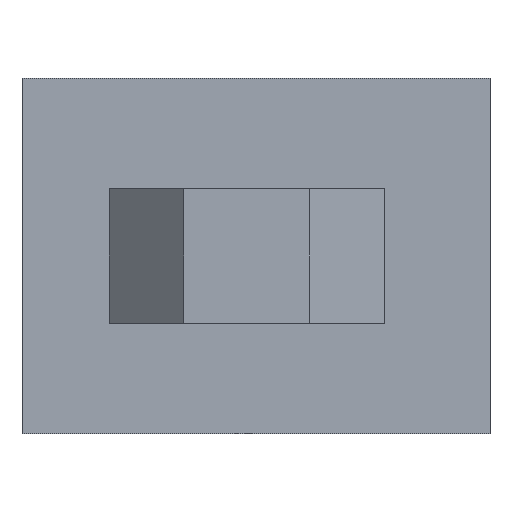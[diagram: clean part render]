
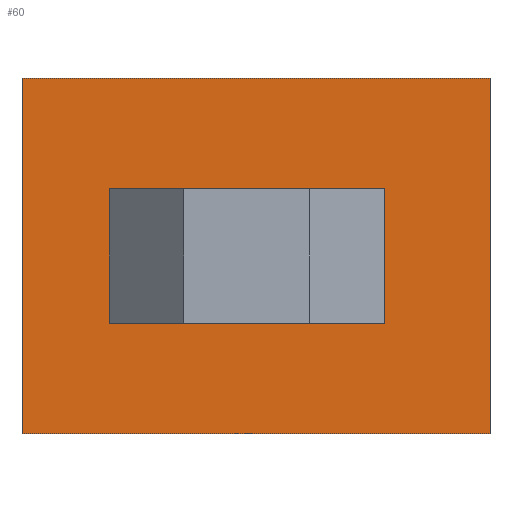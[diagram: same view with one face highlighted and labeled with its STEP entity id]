
A CAD part, left-side view. The second image highlights one B-rep face of the part: STEP entity #60.
In plain terms, the highlighted planar face has unit normal (-1, 0, 0).
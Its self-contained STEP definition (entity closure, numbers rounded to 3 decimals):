
#5 = ORIENTED_EDGE ( 'NONE', *, *, #1592, .F. ) ;
#7 = ORIENTED_EDGE ( 'NONE', *, *, #1588, .F. ) ;
#8 = ORIENTED_EDGE ( 'NONE', *, *, #1590, .F. ) ;
#9 = ORIENTED_EDGE ( 'NONE', *, *, #1587, .F. ) ;
#11 = ORIENTED_EDGE ( 'NONE', *, *, #1589, .F. ) ;
#13 = ORIENTED_EDGE ( 'NONE', *, *, #521, .T. ) ;
#14 = ORIENTED_EDGE ( 'NONE', *, *, #526, .F. ) ;
#16 = ORIENTED_EDGE ( 'NONE', *, *, #1593, .T. ) ;
#60 = ADVANCED_FACE ( 'NONE', ( #1168, #1170 ), #2120, .F. ) ;
#264 = ORIENTED_EDGE ( 'NONE', *, *, #1583, .F. ) ;
#267 = ORIENTED_EDGE ( 'NONE', *, *, #1582, .F. ) ;
#483 = AXIS2_PLACEMENT_3D ( 'NONE', #1766, #1763, #1762 ) ;
#487 = AXIS2_PLACEMENT_3D ( 'NONE', #1787, #1785, #1784 ) ;
#521 = EDGE_CURVE ( 'NONE', #788, #803, #1345, .T. ) ;
#526 = EDGE_CURVE ( 'NONE', #768, #803, #1347, .T. ) ;
#564 = AXIS2_PLACEMENT_3D ( 'NONE', #2122, #2137, #2110 ) ;
#640 = VERTEX_POINT ( 'NONE', #1937 ) ;
#645 = VERTEX_POINT ( 'NONE', #1930 ) ;
#768 = VERTEX_POINT ( 'NONE', #1899 ) ;
#788 = VERTEX_POINT ( 'NONE', #1866 ) ;
#798 = VERTEX_POINT ( 'NONE', #1853 ) ;
#799 = VERTEX_POINT ( 'NONE', #1852 ) ;
#803 = VERTEX_POINT ( 'NONE', #1847 ) ;
#811 = VERTEX_POINT ( 'NONE', #1837 ) ;
#815 = VERTEX_POINT ( 'NONE', #1831 ) ;
#817 = VERTEX_POINT ( 'NONE', #1828 ) ;
#1033 = EDGE_LOOP ( 'NONE', ( #9, #7, #11, #8, #267, #264 ) ) ;
#1037 = EDGE_LOOP ( 'NONE', ( #13, #14, #5, #16 ) ) ;
#1168 = FACE_OUTER_BOUND ( 'NONE', #1037, .T. ) ;
#1170 = FACE_BOUND ( 'NONE', #1033, .T. ) ;
#1345 = LINE ( 'NONE', #1743, #1348 ) ;
#1347 = LINE ( 'NONE', #1734, #1351 ) ;
#1348 = VECTOR ( 'NONE', #1736, 1000. ) ;
#1351 = VECTOR ( 'NONE', #1741, 1000. ) ;
#1378 = CIRCLE ( 'NONE', #487, 3.5 ) ;
#1380 = LINE ( 'NONE', #1798, #1381 ) ;
#1381 = VECTOR ( 'NONE', #1790, 1000. ) ;
#1384 = LINE ( 'NONE', #1783, #1389 ) ;
#1386 = LINE ( 'NONE', #1778, #1391 ) ;
#1388 = CIRCLE ( 'NONE', #483, 3.5 ) ;
#1389 = VECTOR ( 'NONE', #1773, 1000. ) ;
#1390 = LINE ( 'NONE', #1767, #1394 ) ;
#1391 = VECTOR ( 'NONE', #1772, 1000. ) ;
#1394 = VECTOR ( 'NONE', #1771, 1000. ) ;
#1395 = LINE ( 'NONE', #1758, #1398 ) ;
#1397 = LINE ( 'NONE', #1755, #1400 ) ;
#1398 = VECTOR ( 'NONE', #1756, 1000. ) ;
#1400 = VECTOR ( 'NONE', #1754, 1000. ) ;
#1582 = EDGE_CURVE ( 'NONE', #815, #640, #1380, .T. ) ;
#1583 = EDGE_CURVE ( 'NONE', #799, #815, #1378, .T. ) ;
#1587 = EDGE_CURVE ( 'NONE', #798, #799, #1384, .T. ) ;
#1588 = EDGE_CURVE ( 'NONE', #811, #798, #1386, .T. ) ;
#1589 = EDGE_CURVE ( 'NONE', #645, #811, #1388, .T. ) ;
#1590 = EDGE_CURVE ( 'NONE', #640, #645, #1390, .T. ) ;
#1592 = EDGE_CURVE ( 'NONE', #817, #768, #1395, .T. ) ;
#1593 = EDGE_CURVE ( 'NONE', #817, #788, #1397, .T. ) ;
#1734 = CARTESIAN_POINT ( 'NONE',  ( 0., -25., 19. ) ) ;
#1736 = DIRECTION ( 'NONE',  ( 0., -1., 0. ) ) ;
#1741 = DIRECTION ( 'NONE',  ( 0., 0., -1. ) ) ;
#1743 = CARTESIAN_POINT ( 'NONE',  ( 0., 0., 0. ) ) ;
#1754 = DIRECTION ( 'NONE',  ( 0., 0., -1. ) ) ;
#1755 = CARTESIAN_POINT ( 'NONE',  ( 0., 0., 19. ) ) ;
#1756 = DIRECTION ( 'NONE',  ( 0., -1., 0. ) ) ;
#1758 = CARTESIAN_POINT ( 'NONE',  ( 0., 0., 19. ) ) ;
#1762 = DIRECTION ( 'NONE',  ( 0., -1., 0. ) ) ;
#1763 = DIRECTION ( 'NONE',  ( -1., 0., 0. ) ) ;
#1766 = CARTESIAN_POINT ( 'NONE',  ( 0., -11.5, 9.75 ) ) ;
#1767 = CARTESIAN_POINT ( 'NONE',  ( 0., -8., 9.75 ) ) ;
#1771 = DIRECTION ( 'NONE',  ( 0., 0., -1. ) ) ;
#1772 = DIRECTION ( 'NONE',  ( 0., -1., 0. ) ) ;
#1773 = DIRECTION ( 'NONE',  ( 0., 0., 1. ) ) ;
#1778 = CARTESIAN_POINT ( 'NONE',  ( 0., -11.5, 6.25 ) ) ;
#1783 = CARTESIAN_POINT ( 'NONE',  ( 0., -16., 6.25 ) ) ;
#1784 = DIRECTION ( 'NONE',  ( 0., -1., 0. ) ) ;
#1785 = DIRECTION ( 'NONE',  ( -1., 0., 0. ) ) ;
#1787 = CARTESIAN_POINT ( 'NONE',  ( 0., -12.5, 9.25 ) ) ;
#1790 = DIRECTION ( 'NONE',  ( 0., 1., 0. ) ) ;
#1798 = CARTESIAN_POINT ( 'NONE',  ( 0., -8., 12.75 ) ) ;
#1828 = CARTESIAN_POINT ( 'NONE',  ( 0., 0., 19. ) ) ;
#1831 = CARTESIAN_POINT ( 'NONE',  ( 0., -12.5, 12.75 ) ) ;
#1837 = CARTESIAN_POINT ( 'NONE',  ( 0., -11.5, 6.25 ) ) ;
#1847 = CARTESIAN_POINT ( 'NONE',  ( 0., -25., 0. ) ) ;
#1852 = CARTESIAN_POINT ( 'NONE',  ( 0., -16., 9.25 ) ) ;
#1853 = CARTESIAN_POINT ( 'NONE',  ( 0., -16., 6.25 ) ) ;
#1866 = CARTESIAN_POINT ( 'NONE',  ( 0., 0., 0. ) ) ;
#1899 = CARTESIAN_POINT ( 'NONE',  ( 0., -25., 19. ) ) ;
#1930 = CARTESIAN_POINT ( 'NONE',  ( 0., -8., 9.75 ) ) ;
#1937 = CARTESIAN_POINT ( 'NONE',  ( 0., -8., 12.75 ) ) ;
#2110 = DIRECTION ( 'NONE',  ( 0., 1., 0. ) ) ;
#2120 = PLANE ( 'NONE',  #564 ) ;
#2122 = CARTESIAN_POINT ( 'NONE',  ( 0., 0., 19. ) ) ;
#2137 = DIRECTION ( 'NONE',  ( 1., 0., 0. ) ) ;
